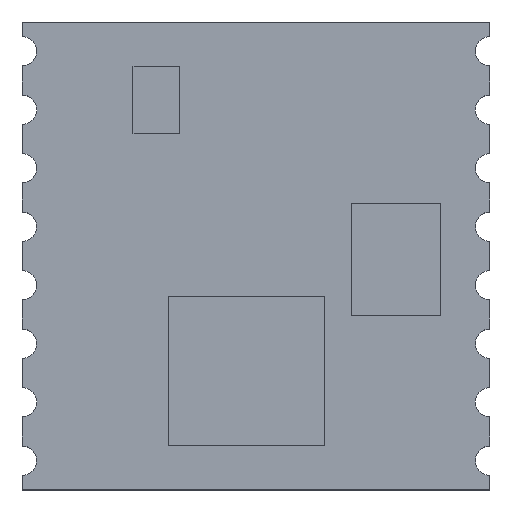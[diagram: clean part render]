
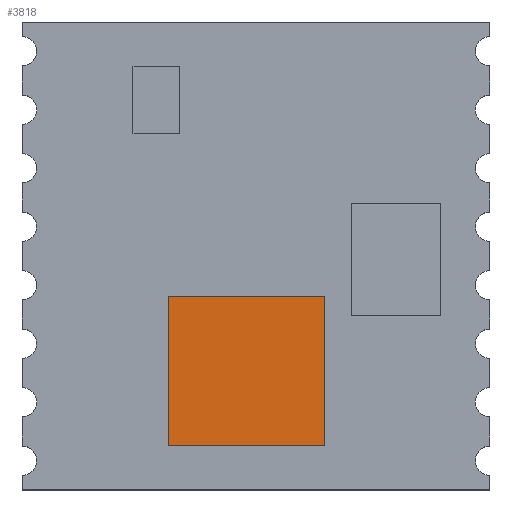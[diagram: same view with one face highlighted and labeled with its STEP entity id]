
A CAD part, top view. The second image highlights one B-rep face of the part: STEP entity #3818.
In plain terms, the highlighted planar face has unit normal (0, 0, 1).
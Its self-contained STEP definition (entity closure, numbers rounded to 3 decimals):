
#2023 = PLANE('',#2024);
#2024 = AXIS2_PLACEMENT_3D('',#2025,#2026,#2027);
#2025 = CARTESIAN_POINT('',(-2.989,-6.478,1.));
#2026 = DIRECTION('',(-1.,0.,0.));
#2027 = DIRECTION('',(0.,1.,0.));
#2051 = PLANE('',#2052);
#2052 = AXIS2_PLACEMENT_3D('',#2053,#2054,#2055);
#2053 = CARTESIAN_POINT('',(-2.989,-1.377,1.));
#2054 = DIRECTION('',(0.,1.,0.));
#2055 = DIRECTION('',(1.,0.,0.));
#2079 = PLANE('',#2080);
#2080 = AXIS2_PLACEMENT_3D('',#2081,#2082,#2083);
#2081 = CARTESIAN_POINT('',(2.357,-1.377,1.));
#2082 = DIRECTION('',(1.,0.,0.));
#2083 = DIRECTION('',(0.,-1.,0.));
#2105 = PLANE('',#2106);
#2106 = AXIS2_PLACEMENT_3D('',#2107,#2108,#2109);
#2107 = CARTESIAN_POINT('',(2.357,-6.478,1.));
#2108 = DIRECTION('',(0.,-1.,0.));
#2109 = DIRECTION('',(-1.,0.,0.));
#3220 = VERTEX_POINT('',#3221);
#3221 = CARTESIAN_POINT('',(-2.989,-6.478,2.));
#3242 = EDGE_CURVE('',#3220,#3243,#3245,.T.);
#3243 = VERTEX_POINT('',#3244);
#3244 = CARTESIAN_POINT('',(-2.989,-1.377,2.));
#3245 = SURFACE_CURVE('',#3246,(#3250,#3257),.PCURVE_S1.);
#3246 = LINE('',#3247,#3248);
#3247 = CARTESIAN_POINT('',(-2.989,-6.478,2.));
#3248 = VECTOR('',#3249,1.);
#3249 = DIRECTION('',(0.,1.,0.));
#3250 = PCURVE('',#2023,#3251);
#3251 = DEFINITIONAL_REPRESENTATION('',(#3252),#3256);
#3252 = LINE('',#3253,#3254);
#3253 = CARTESIAN_POINT('',(0.,-1.));
#3254 = VECTOR('',#3255,1.);
#3255 = DIRECTION('',(1.,0.));
#3256 = ( GEOMETRIC_REPRESENTATION_CONTEXT(2) 
PARAMETRIC_REPRESENTATION_CONTEXT() REPRESENTATION_CONTEXT('2D SPACE',''
  ) );
#3257 = PCURVE('',#3258,#3263);
#3258 = PLANE('',#3259);
#3259 = AXIS2_PLACEMENT_3D('',#3260,#3261,#3262);
#3260 = CARTESIAN_POINT('',(-0.316,-3.927,2.));
#3261 = DIRECTION('',(0.,0.,1.));
#3262 = DIRECTION('',(1.,0.,0.));
#3263 = DEFINITIONAL_REPRESENTATION('',(#3264),#3268);
#3264 = LINE('',#3265,#3266);
#3265 = CARTESIAN_POINT('',(-2.673,-2.55));
#3266 = VECTOR('',#3267,1.);
#3267 = DIRECTION('',(0.,1.));
#3268 = ( GEOMETRIC_REPRESENTATION_CONTEXT(2) 
PARAMETRIC_REPRESENTATION_CONTEXT() REPRESENTATION_CONTEXT('2D SPACE',''
  ) );
#3296 = VERTEX_POINT('',#3297);
#3297 = CARTESIAN_POINT('',(2.357,-6.478,2.));
#3318 = EDGE_CURVE('',#3296,#3220,#3319,.T.);
#3319 = SURFACE_CURVE('',#3320,(#3324,#3331),.PCURVE_S1.);
#3320 = LINE('',#3321,#3322);
#3321 = CARTESIAN_POINT('',(2.357,-6.478,2.));
#3322 = VECTOR('',#3323,1.);
#3323 = DIRECTION('',(-1.,0.,0.));
#3324 = PCURVE('',#2105,#3325);
#3325 = DEFINITIONAL_REPRESENTATION('',(#3326),#3330);
#3326 = LINE('',#3327,#3328);
#3327 = CARTESIAN_POINT('',(0.,-1.));
#3328 = VECTOR('',#3329,1.);
#3329 = DIRECTION('',(1.,0.));
#3330 = ( GEOMETRIC_REPRESENTATION_CONTEXT(2) 
PARAMETRIC_REPRESENTATION_CONTEXT() REPRESENTATION_CONTEXT('2D SPACE',''
  ) );
#3331 = PCURVE('',#3258,#3332);
#3332 = DEFINITIONAL_REPRESENTATION('',(#3333),#3337);
#3333 = LINE('',#3334,#3335);
#3334 = CARTESIAN_POINT('',(2.673,-2.55));
#3335 = VECTOR('',#3336,1.);
#3336 = DIRECTION('',(-1.,0.));
#3337 = ( GEOMETRIC_REPRESENTATION_CONTEXT(2) 
PARAMETRIC_REPRESENTATION_CONTEXT() REPRESENTATION_CONTEXT('2D SPACE',''
  ) );
#3345 = VERTEX_POINT('',#3346);
#3346 = CARTESIAN_POINT('',(2.357,-1.377,2.));
#3367 = EDGE_CURVE('',#3345,#3296,#3368,.T.);
#3368 = SURFACE_CURVE('',#3369,(#3373,#3380),.PCURVE_S1.);
#3369 = LINE('',#3370,#3371);
#3370 = CARTESIAN_POINT('',(2.357,-1.377,2.));
#3371 = VECTOR('',#3372,1.);
#3372 = DIRECTION('',(0.,-1.,0.));
#3373 = PCURVE('',#2079,#3374);
#3374 = DEFINITIONAL_REPRESENTATION('',(#3375),#3379);
#3375 = LINE('',#3376,#3377);
#3376 = CARTESIAN_POINT('',(0.,-1.));
#3377 = VECTOR('',#3378,1.);
#3378 = DIRECTION('',(1.,0.));
#3379 = ( GEOMETRIC_REPRESENTATION_CONTEXT(2) 
PARAMETRIC_REPRESENTATION_CONTEXT() REPRESENTATION_CONTEXT('2D SPACE',''
  ) );
#3380 = PCURVE('',#3258,#3381);
#3381 = DEFINITIONAL_REPRESENTATION('',(#3382),#3386);
#3382 = LINE('',#3383,#3384);
#3383 = CARTESIAN_POINT('',(2.673,2.55));
#3384 = VECTOR('',#3385,1.);
#3385 = DIRECTION('',(0.,-1.));
#3386 = ( GEOMETRIC_REPRESENTATION_CONTEXT(2) 
PARAMETRIC_REPRESENTATION_CONTEXT() REPRESENTATION_CONTEXT('2D SPACE',''
  ) );
#3394 = EDGE_CURVE('',#3243,#3345,#3395,.T.);
#3395 = SURFACE_CURVE('',#3396,(#3400,#3407),.PCURVE_S1.);
#3396 = LINE('',#3397,#3398);
#3397 = CARTESIAN_POINT('',(-2.989,-1.377,2.));
#3398 = VECTOR('',#3399,1.);
#3399 = DIRECTION('',(1.,0.,0.));
#3400 = PCURVE('',#2051,#3401);
#3401 = DEFINITIONAL_REPRESENTATION('',(#3402),#3406);
#3402 = LINE('',#3403,#3404);
#3403 = CARTESIAN_POINT('',(0.,-1.));
#3404 = VECTOR('',#3405,1.);
#3405 = DIRECTION('',(1.,0.));
#3406 = ( GEOMETRIC_REPRESENTATION_CONTEXT(2) 
PARAMETRIC_REPRESENTATION_CONTEXT() REPRESENTATION_CONTEXT('2D SPACE',''
  ) );
#3407 = PCURVE('',#3258,#3408);
#3408 = DEFINITIONAL_REPRESENTATION('',(#3409),#3413);
#3409 = LINE('',#3410,#3411);
#3410 = CARTESIAN_POINT('',(-2.673,2.55));
#3411 = VECTOR('',#3412,1.);
#3412 = DIRECTION('',(1.,0.));
#3413 = ( GEOMETRIC_REPRESENTATION_CONTEXT(2) 
PARAMETRIC_REPRESENTATION_CONTEXT() REPRESENTATION_CONTEXT('2D SPACE',''
  ) );
#3818 = ADVANCED_FACE('',(#3819),#3258,.T.);
#3819 = FACE_BOUND('',#3820,.F.);
#3820 = EDGE_LOOP('',(#3821,#3822,#3823,#3824));
#3821 = ORIENTED_EDGE('',*,*,#3394,.T.);
#3822 = ORIENTED_EDGE('',*,*,#3367,.T.);
#3823 = ORIENTED_EDGE('',*,*,#3318,.T.);
#3824 = ORIENTED_EDGE('',*,*,#3242,.T.);
